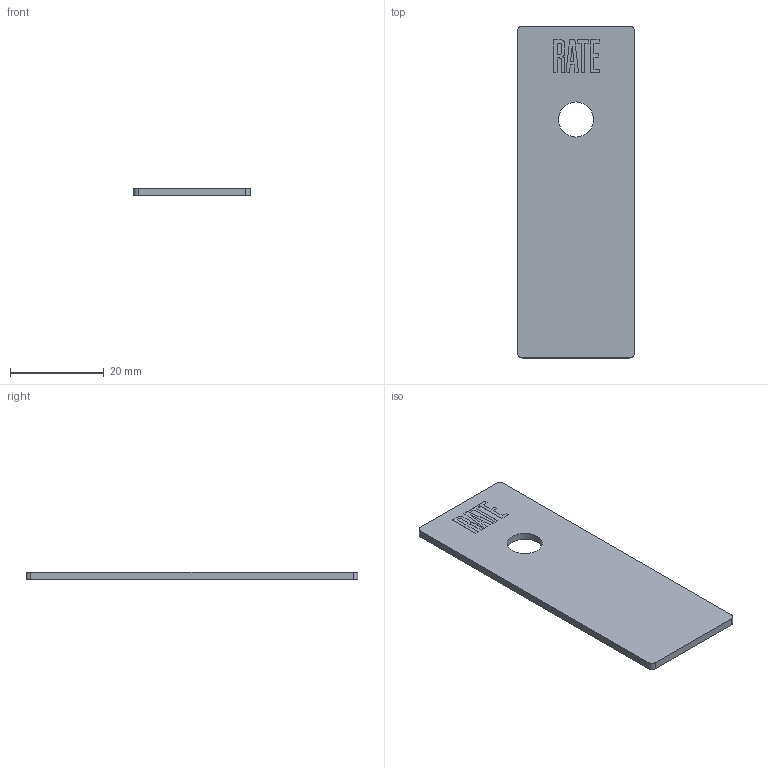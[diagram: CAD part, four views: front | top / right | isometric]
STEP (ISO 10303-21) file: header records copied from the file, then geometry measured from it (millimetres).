
FILE_DESCRIPTION(('FreeCAD Model'),'2;1');
FILE_NAME('Label Rate.step','2019-11-20T16:17:28',('Author'),(''), 'Open CASCADE STEP processor 7.3','FreeCAD','Unknown');
FILE_SCHEMA(('AUTOMOTIVE_DESIGN { 1 0 10303 214 1 1 1 1 }'));
Length unit declared in the file: millimetre
Products named in the file (1): Label_Rate
Bounding box: 25 x 71 x 1.61 mm (x, y, z)
Volume: 2768.3 mm3; surface area: 3803.1 mm2
Topology: 1 solids, 1 shells, 73 faces, 195 edges, 130 vertices
Faces by surface type: plane 58, extrusion 10, cylinder 5
Full cylindrical faces by diameter (mm): 7.5 x1
Entity records: 2787 total; most frequent: CARTESIAN_POINT 459, ORIENTED_EDGE 390, DIRECTION 323, EDGE_CURVE 195, VECTOR 175, LINE 165, VERTEX_POINT 130, FACE_BOUND 81
